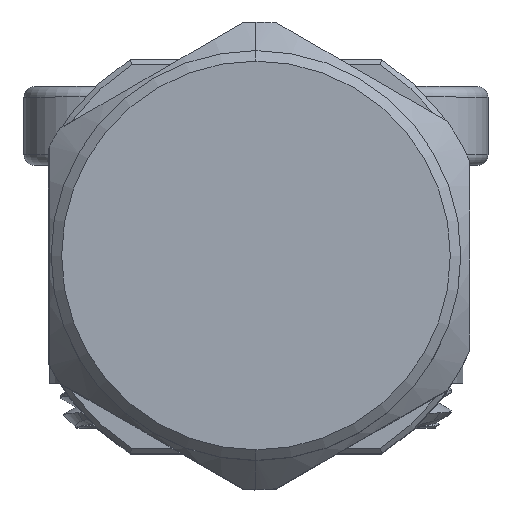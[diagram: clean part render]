
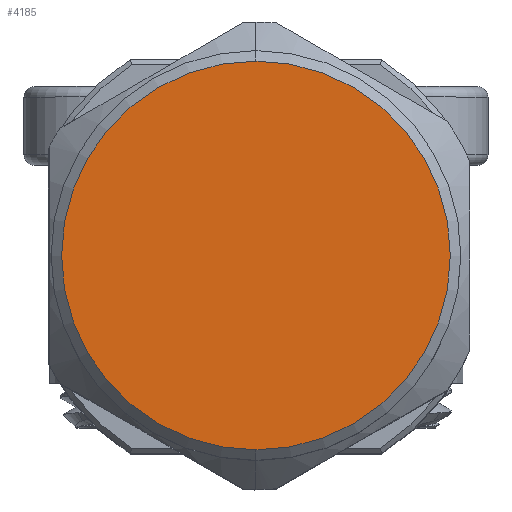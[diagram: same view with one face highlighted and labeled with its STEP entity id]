
A CAD part, top view. The second image highlights one B-rep face of the part: STEP entity #4185.
In plain terms, the highlighted planar face has unit normal (0, 0, 1).
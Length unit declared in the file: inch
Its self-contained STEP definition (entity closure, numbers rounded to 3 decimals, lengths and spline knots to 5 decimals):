
#77 = DIRECTION ( 'NONE',  ( -1., 0., 0. ) ) ;
#426 = CIRCLE ( 'NONE', #4744, 0.14567 ) ;
#766 = DIRECTION ( 'NONE',  ( -1., 0., 0. ) ) ;
#913 = EDGE_CURVE ( 'NONE', #4288, #4538, #7669, .T. ) ;
#926 = DIRECTION ( 'NONE',  ( -1., 0., 0. ) ) ;
#1104 = CARTESIAN_POINT ( 'NONE',  ( -0.14567, 0.00277, 1.04491 ) ) ;
#1317 = DIRECTION ( 'NONE',  ( 0., 0., -1. ) ) ;
#2719 = CARTESIAN_POINT ( 'NONE',  ( 0., 0.15632, 1.04491 ) ) ;
#3063 = PLANE ( 'NONE',  #5173 ) ;
#3300 = CARTESIAN_POINT ( 'NONE',  ( 0., 0.00277, 1.04491 ) ) ;
#3312 = CARTESIAN_POINT ( 'NONE',  ( 0.14567, 0.00277, 1.04491 ) ) ;
#3510 = ORIENTED_EDGE ( 'NONE', *, *, #7297, .F. ) ;
#4185 = ADVANCED_FACE ( 'NONE', ( #4399 ), #3063, .F. ) ;
#4220 = EDGE_LOOP ( 'NONE', ( #3510, #6941 ) ) ;
#4288 = VERTEX_POINT ( 'NONE', #3312 ) ;
#4399 = FACE_OUTER_BOUND ( 'NONE', #4220, .T. ) ;
#4538 = VERTEX_POINT ( 'NONE', #1104 ) ;
#4744 = AXIS2_PLACEMENT_3D ( 'NONE', #4889, #6806, #926 ) ;
#4889 = CARTESIAN_POINT ( 'NONE',  ( 0., 0.00277, 1.04491 ) ) ;
#5113 = AXIS2_PLACEMENT_3D ( 'NONE', #3300, #1317, #77 ) ;
#5153 = DIRECTION ( 'NONE',  ( 0., 0., -1. ) ) ;
#5173 = AXIS2_PLACEMENT_3D ( 'NONE', #2719, #5153, #766 ) ;
#6806 = DIRECTION ( 'NONE',  ( 0., 0., -1. ) ) ;
#6941 = ORIENTED_EDGE ( 'NONE', *, *, #913, .F. ) ;
#7297 = EDGE_CURVE ( 'NONE', #4538, #4288, #426, .T. ) ;
#7669 = CIRCLE ( 'NONE', #5113, 0.14567 ) ;
